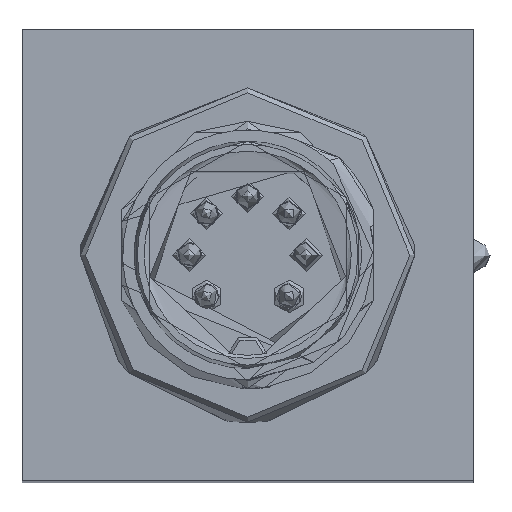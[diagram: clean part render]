
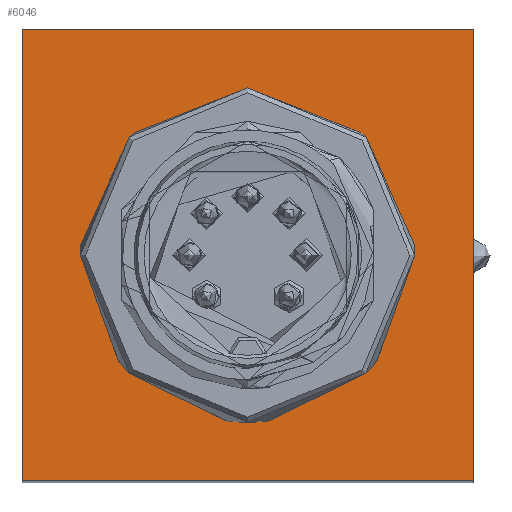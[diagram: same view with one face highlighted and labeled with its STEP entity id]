
A CAD part, top view. The second image highlights one B-rep face of the part: STEP entity #6046.
In plain terms, the highlighted planar face has unit normal (0, 0, 1).
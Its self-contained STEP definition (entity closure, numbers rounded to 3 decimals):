
#494=LINE('',#8148,#782);
#497=LINE('',#8154,#785);
#500=LINE('',#8160,#788);
#503=LINE('',#8164,#791);
#782=VECTOR('',#6929,27.);
#785=VECTOR('',#6934,27.);
#788=VECTOR('',#6939,27.);
#791=VECTOR('',#6944,27.);
#1075=PLANE('',#6435);
#1185=FACE_BOUND('',#1866,.T.);
#1186=FACE_BOUND('',#1867,.T.);
#1866=EDGE_LOOP('',(#4030));
#1867=EDGE_LOOP('',(#4031,#4032,#4033,#4034));
#2359=CIRCLE('',#6415,7.);
#2554=VERTEX_POINT('',#8117);
#2565=VERTEX_POINT('',#8145);
#2566=VERTEX_POINT('',#8147);
#2568=VERTEX_POINT('',#8153);
#2570=VERTEX_POINT('',#8159);
#3154=EDGE_CURVE('',#2554,#2554,#2359,.T.);
#3165=EDGE_CURVE('',#2566,#2565,#494,.T.);
#3168=EDGE_CURVE('',#2568,#2566,#497,.T.);
#3171=EDGE_CURVE('',#2570,#2568,#500,.T.);
#3174=EDGE_CURVE('',#2565,#2570,#503,.T.);
#4030=ORIENTED_EDGE('',*,*,#3154,.T.);
#4031=ORIENTED_EDGE('',*,*,#3174,.T.);
#4032=ORIENTED_EDGE('',*,*,#3171,.T.);
#4033=ORIENTED_EDGE('',*,*,#3168,.T.);
#4034=ORIENTED_EDGE('',*,*,#3165,.T.);
#6046=ADVANCED_FACE('',(#1185,#1186),#1075,.T.);
#6415=AXIS2_PLACEMENT_3D('',#8118,#6895,#6896);
#6435=AXIS2_PLACEMENT_3D('',#8166,#6947,#6948);
#6895=DIRECTION('center_axis',(0.,0.,-1.));
#6896=DIRECTION('ref_axis',(1.,0.,0.));
#6929=DIRECTION('',(0.,1.,0.));
#6934=DIRECTION('',(1.,0.,0.));
#6939=DIRECTION('',(0.,-1.,0.));
#6944=DIRECTION('',(-1.,0.,0.));
#6947=DIRECTION('center_axis',(0.,0.,1.));
#6948=DIRECTION('ref_axis',(1.,0.,0.));
#8117=CARTESIAN_POINT('',(7.,0.,60.));
#8118=CARTESIAN_POINT('Origin',(0.,0.,
60.));
#8145=CARTESIAN_POINT('',(13.5,13.5,60.));
#8147=CARTESIAN_POINT('',(13.5,-13.5,60.));
#8148=CARTESIAN_POINT('',(13.5,13.5,60.));
#8153=CARTESIAN_POINT('',(-13.5,-13.5,60.));
#8154=CARTESIAN_POINT('',(13.5,-13.5,60.));
#8159=CARTESIAN_POINT('',(-13.5,13.5,60.));
#8160=CARTESIAN_POINT('',(-13.5,-13.5,60.));
#8164=CARTESIAN_POINT('',(-13.5,13.5,60.));
#8166=CARTESIAN_POINT('Origin',(0.,0.,60.));
